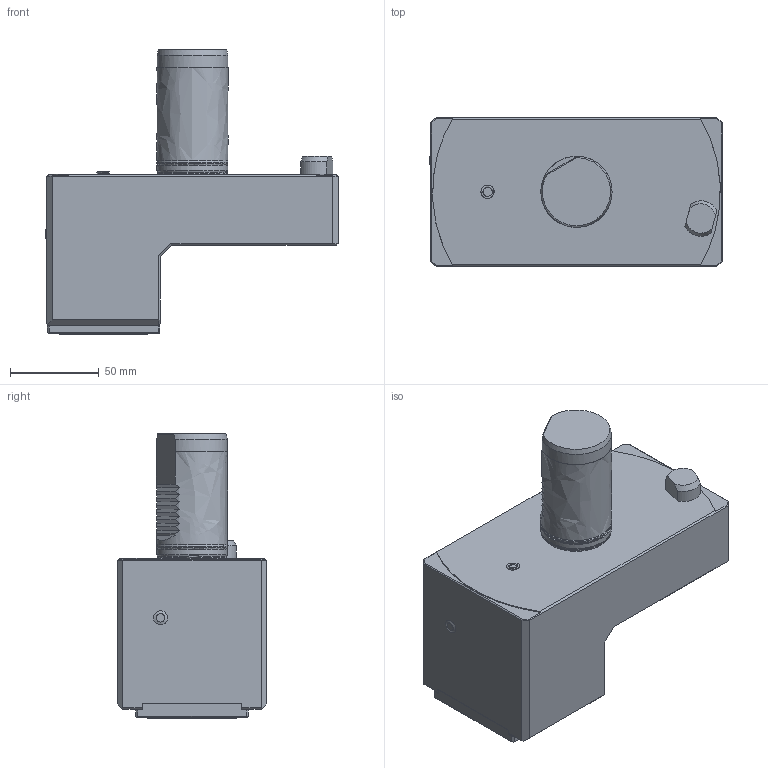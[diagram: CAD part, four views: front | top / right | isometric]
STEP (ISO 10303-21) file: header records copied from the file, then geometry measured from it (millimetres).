
FILE_DESCRIPTION(/* description */ (''),/* implementation_level */ '2;1');
FILE_NAME(/* name */ '1618579483378.stp',/* time_stamp */ '2021-04-16T15:24:50+02:00',/* author */ (''),/* organization */ ('SMS'),/* preprocessor_version */ 'ST-DEVELOPER v16.7',/* originating_system */ 'SIEMENS PLM Software NX 12.0',/* authorisation */ '');
FILE_SCHEMA (('AUTOMOTIVE_DESIGN { 1 0 10303 214 3 1 1 1 }'));
Length unit declared in the file: millimetre
Products named in the file (1): 203490992mod000_00
Bounding box: 164.53 x 84 x 160 mm (x, y, z)
Surface area: 80649.7 mm2 (no closed solid volume)
Topology: 0 solids, 1 shells, 143 faces, 358 edges, 236 vertices
Faces by surface type: plane 106, bspline 24, torus 5, sphere 4, cone 3, cylinder 1
Full cylindrical faces by diameter (mm): 3 x1
Entity records: 5904 total; most frequent: CARTESIAN_POINT 2823, ORIENTED_EDGE 654, DIRECTION 482, EDGE_CURVE 327, VERTEX_POINT 226, LINE 208, VECTOR 208, EDGE_LOOP 191
